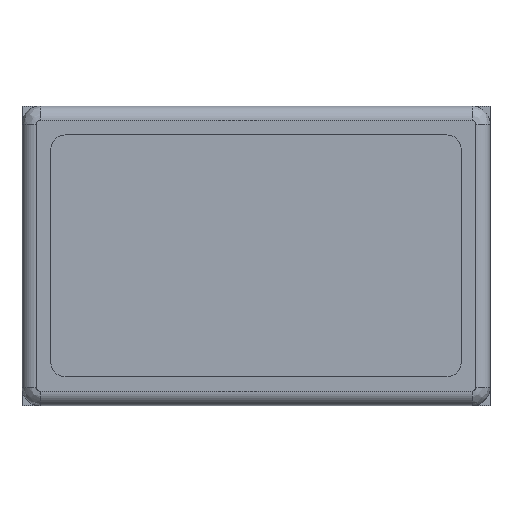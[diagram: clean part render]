
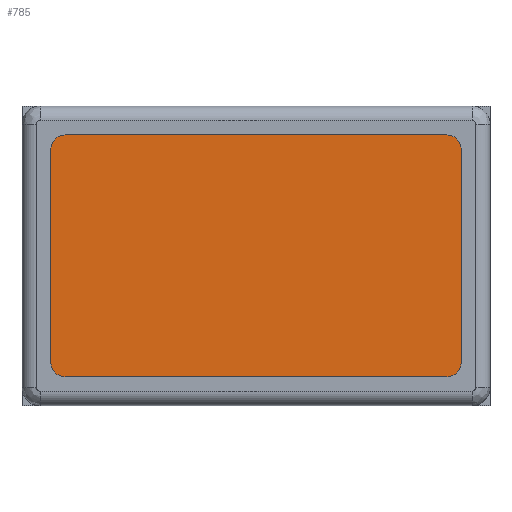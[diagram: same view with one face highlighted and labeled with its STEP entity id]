
A CAD part, top view. The second image highlights one B-rep face of the part: STEP entity #785.
In plain terms, the highlighted planar face has unit normal (0, 0, 1).
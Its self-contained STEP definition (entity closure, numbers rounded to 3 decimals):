
#41=LINE('',#1354,#89);
#45=LINE('',#1366,#93);
#49=LINE('',#1378,#97);
#53=LINE('',#1389,#101);
#89=VECTOR('',#1099,26.5);
#93=VECTOR('',#1111,14.8);
#97=VECTOR('',#1123,26.5);
#101=VECTOR('',#1135,14.8);
#169=PLANE('',#901);
#239=FACE_OUTER_BOUND('',#309,.T.);
#309=EDGE_LOOP('',(#671,#672,#673,#674,#675,#676,#677,#678));
#355=CIRCLE('',#886,1.);
#357=CIRCLE('',#890,1.);
#359=CIRCLE('',#894,1.);
#361=CIRCLE('',#898,1.);
#405=VERTEX_POINT('',#1344);
#406=VERTEX_POINT('',#1345);
#409=VERTEX_POINT('',#1353);
#411=VERTEX_POINT('',#1359);
#413=VERTEX_POINT('',#1365);
#415=VERTEX_POINT('',#1371);
#417=VERTEX_POINT('',#1377);
#419=VERTEX_POINT('',#1383);
#487=EDGE_CURVE('',#405,#406,#355,.T.);
#491=EDGE_CURVE('',#406,#409,#41,.T.);
#494=EDGE_CURVE('',#409,#411,#357,.T.);
#497=EDGE_CURVE('',#411,#413,#45,.T.);
#500=EDGE_CURVE('',#413,#415,#359,.T.);
#503=EDGE_CURVE('',#415,#417,#49,.T.);
#506=EDGE_CURVE('',#417,#419,#361,.T.);
#509=EDGE_CURVE('',#419,#405,#53,.T.);
#671=ORIENTED_EDGE('',*,*,#509,.T.);
#672=ORIENTED_EDGE('',*,*,#487,.T.);
#673=ORIENTED_EDGE('',*,*,#491,.T.);
#674=ORIENTED_EDGE('',*,*,#494,.T.);
#675=ORIENTED_EDGE('',*,*,#497,.T.);
#676=ORIENTED_EDGE('',*,*,#500,.T.);
#677=ORIENTED_EDGE('',*,*,#503,.T.);
#678=ORIENTED_EDGE('',*,*,#506,.T.);
#785=ADVANCED_FACE('',(#239),#169,.T.);
#886=AXIS2_PLACEMENT_3D('',#1346,#1091,#1092);
#890=AXIS2_PLACEMENT_3D('',#1360,#1104,#1105);
#894=AXIS2_PLACEMENT_3D('',#1372,#1116,#1117);
#898=AXIS2_PLACEMENT_3D('',#1384,#1128,#1129);
#901=AXIS2_PLACEMENT_3D('',#1391,#1137,#1138);
#1091=DIRECTION('center_axis',(0.,0.,1.));
#1092=DIRECTION('ref_axis',(1.,0.,0.));
#1099=DIRECTION('',(-1.,0.,0.));
#1104=DIRECTION('center_axis',(0.,0.,1.));
#1105=DIRECTION('ref_axis',(0.,1.,0.));
#1111=DIRECTION('',(0.,-1.,0.));
#1116=DIRECTION('center_axis',(0.,0.,1.));
#1117=DIRECTION('ref_axis',(-1.,0.,0.));
#1123=DIRECTION('',(1.,0.,0.));
#1128=DIRECTION('center_axis',(0.,0.,1.));
#1129=DIRECTION('ref_axis',(0.,-1.,0.));
#1135=DIRECTION('',(0.,1.,0.));
#1137=DIRECTION('center_axis',(0.,0.,1.));
#1138=DIRECTION('ref_axis',(0.,1.,0.));
#1344=CARTESIAN_POINT('',(14.25,7.4,10.7));
#1345=CARTESIAN_POINT('',(13.25,8.4,10.7));
#1346=CARTESIAN_POINT('Origin',(13.25,7.4,10.7));
#1353=CARTESIAN_POINT('',(-13.25,8.4,10.7));
#1354=CARTESIAN_POINT('',(13.25,8.4,10.7));
#1359=CARTESIAN_POINT('',(-14.25,7.4,10.7));
#1360=CARTESIAN_POINT('Origin',(-13.25,7.4,10.7));
#1365=CARTESIAN_POINT('',(-14.25,-7.4,10.7));
#1366=CARTESIAN_POINT('',(-14.25,7.4,10.7));
#1371=CARTESIAN_POINT('',(-13.25,-8.4,10.7));
#1372=CARTESIAN_POINT('Origin',(-13.25,-7.4,10.7));
#1377=CARTESIAN_POINT('',(13.25,-8.4,10.7));
#1378=CARTESIAN_POINT('',(-13.25,-8.4,10.7));
#1383=CARTESIAN_POINT('',(14.25,-7.4,10.7));
#1384=CARTESIAN_POINT('Origin',(13.25,-7.4,10.7));
#1389=CARTESIAN_POINT('',(14.25,-7.4,10.7));
#1391=CARTESIAN_POINT('Origin',(0.,0.,
10.7));
